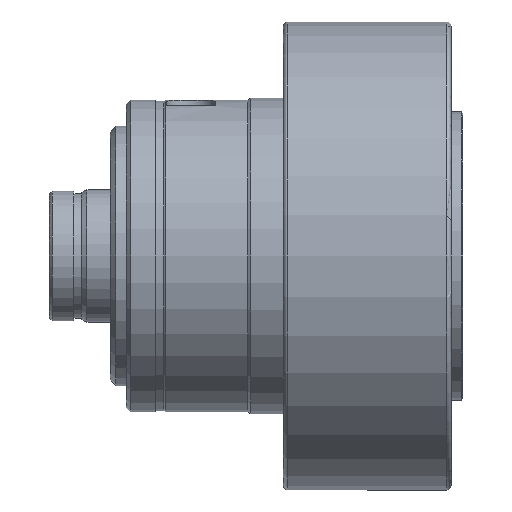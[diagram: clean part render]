
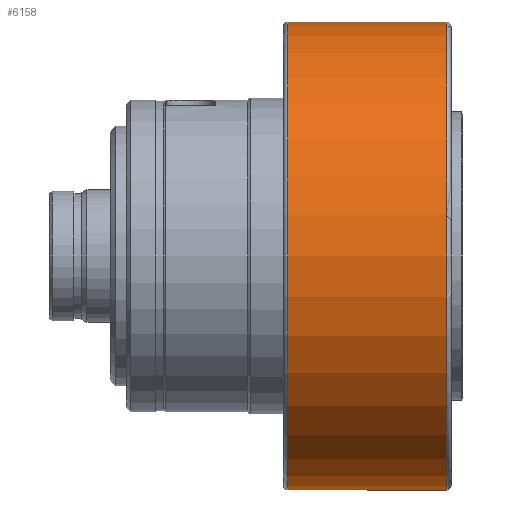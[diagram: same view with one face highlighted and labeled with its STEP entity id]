
A CAD part, left-side view. The second image highlights one B-rep face of the part: STEP entity #6158.
In plain terms, the highlighted cylindrical face has radius 81 mm (diameter 162 mm), a partial arc.
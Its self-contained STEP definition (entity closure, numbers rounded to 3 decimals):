
#108 = EDGE_CURVE ( 'NONE', #4590, #3552, #5036, .T. ) ;
#398 = CARTESIAN_POINT ( 'NONE',  ( 0., 60.5, 0. ) ) ;
#618 = CARTESIAN_POINT ( 'NONE',  ( 0., 5.5, 81. ) ) ;
#1141 = DIRECTION ( 'NONE',  ( 0., 0., 1. ) ) ;
#1249 = CARTESIAN_POINT ( 'NONE',  ( 0., 150.15, 0. ) ) ;
#1532 = ORIENTED_EDGE ( 'NONE', *, *, #2853, .F. ) ;
#1629 = CARTESIAN_POINT ( 'NONE',  ( 0., 5.5, -81. ) ) ;
#1669 = FACE_OUTER_BOUND ( 'NONE', #6280, .T. ) ;
#2853 = EDGE_CURVE ( 'NONE', #7748, #4590, #3435, .T. ) ;
#3144 = AXIS2_PLACEMENT_3D ( 'NONE', #398, #5496, #1141 ) ;
#3147 = EDGE_CURVE ( 'NONE', #7535, #3552, #5416, .T. ) ;
#3172 = ORIENTED_EDGE ( 'NONE', *, *, #4376, .T. ) ;
#3370 = CYLINDRICAL_SURFACE ( 'NONE', #5830, 81. ) ;
#3435 = LINE ( 'NONE', #4610, #7106 ) ;
#3552 = VERTEX_POINT ( 'NONE', #3800 ) ;
#3792 = CARTESIAN_POINT ( 'NONE',  ( 0., 150.15, 81. ) ) ;
#3800 = CARTESIAN_POINT ( 'NONE',  ( 0., 60.5, 81. ) ) ;
#4019 = CARTESIAN_POINT ( 'NONE',  ( 0., 5.5, 0. ) ) ;
#4199 = CARTESIAN_POINT ( 'NONE',  ( 0., 60.5, -81. ) ) ;
#4376 = EDGE_CURVE ( 'NONE', #7748, #7535, #8283, .T. ) ;
#4517 = DIRECTION ( 'NONE',  ( 0., 1., 0. ) ) ;
#4590 = VERTEX_POINT ( 'NONE', #4199 ) ;
#4610 = CARTESIAN_POINT ( 'NONE',  ( 0., 150.15, -81. ) ) ;
#4755 = DIRECTION ( 'NONE',  ( 0., 0., 1. ) ) ;
#4888 = DIRECTION ( 'NONE',  ( 0., 1., 0. ) ) ;
#5036 = CIRCLE ( 'NONE', #3144, 81. ) ;
#5416 = LINE ( 'NONE', #3792, #6899 ) ;
#5496 = DIRECTION ( 'NONE',  ( 0., 1., 0. ) ) ;
#5830 = AXIS2_PLACEMENT_3D ( 'NONE', #1249, #4888, #8540 ) ;
#6158 = ADVANCED_FACE ( 'NONE', ( #1669 ), #3370, .T. ) ;
#6280 = EDGE_LOOP ( 'NONE', ( #1532, #3172, #6609, #7828 ) ) ;
#6609 = ORIENTED_EDGE ( 'NONE', *, *, #3147, .T. ) ;
#6763 = DIRECTION ( 'NONE',  ( 0., 1., 0. ) ) ;
#6899 = VECTOR ( 'NONE', #4517, 1000. ) ;
#7106 = VECTOR ( 'NONE', #6763, 1000. ) ;
#7168 = AXIS2_PLACEMENT_3D ( 'NONE', #4019, #9142, #4755 ) ;
#7535 = VERTEX_POINT ( 'NONE', #618 ) ;
#7748 = VERTEX_POINT ( 'NONE', #1629 ) ;
#7828 = ORIENTED_EDGE ( 'NONE', *, *, #108, .F. ) ;
#8283 = CIRCLE ( 'NONE', #7168, 81. ) ;
#8540 = DIRECTION ( 'NONE',  ( 0., 0., 1. ) ) ;
#9142 = DIRECTION ( 'NONE',  ( 0., 1., 0. ) ) ;
